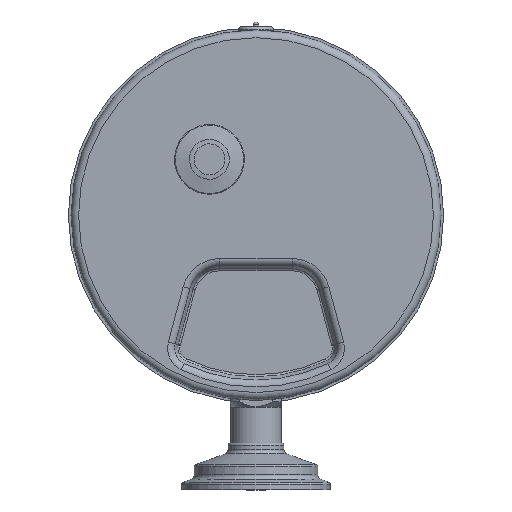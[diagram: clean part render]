
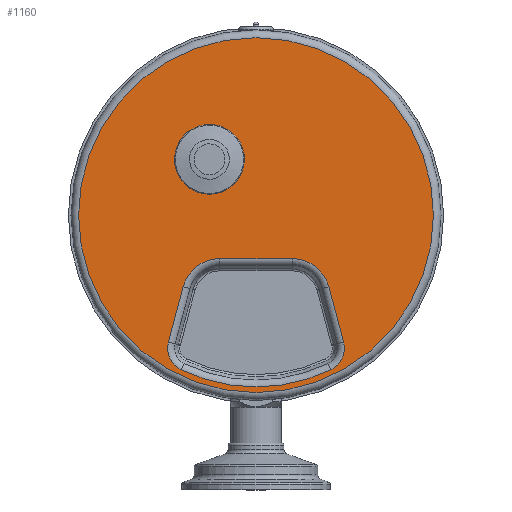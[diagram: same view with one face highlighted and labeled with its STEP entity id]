
A CAD part, left-side view. The second image highlights one B-rep face of the part: STEP entity #1160.
In plain terms, the highlighted planar face has unit normal (-1, 0, 0).
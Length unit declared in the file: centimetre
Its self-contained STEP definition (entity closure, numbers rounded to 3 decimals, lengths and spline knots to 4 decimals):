
#73=PLANE('',#1285);
#99=LINE('',#1990,#131);
#100=LINE('',#1998,#132);
#101=LINE('',#2001,#133);
#131=VECTOR('',#1556,2.4558);
#132=VECTOR('',#1563,2.4558);
#133=VECTOR('',#1566,3.098);
#186=FACE_BOUND('',#356,.T.);
#187=FACE_BOUND('',#357,.T.);
#237=FACE_OUTER_BOUND('',#355,.T.);
#355=EDGE_LOOP('',(#841));
#356=EDGE_LOOP('',(#842,#843,#844,#845,#846,#847,#848,#849));
#357=EDGE_LOOP('',(#850));
#453=CIRCLE('',#1286,7.625);
#454=CIRCLE('',#1287,1.6325);
#455=CIRCLE('',#1288,1.0325);
#456=CIRCLE('',#1289,7.3825);
#457=CIRCLE('',#1290,1.0325);
#458=CIRCLE('',#1291,1.6325);
#459=CIRCLE('',#1292,1.5);
#560=VERTEX_POINT('',#1984);
#561=VERTEX_POINT('',#1986);
#562=VERTEX_POINT('',#1987);
#563=VERTEX_POINT('',#1989);
#564=VERTEX_POINT('',#1991);
#565=VERTEX_POINT('',#1993);
#566=VERTEX_POINT('',#1995);
#567=VERTEX_POINT('',#1997);
#568=VERTEX_POINT('',#1999);
#569=VERTEX_POINT('',#2002);
#664=EDGE_CURVE('',#560,#560,#453,.T.);
#665=EDGE_CURVE('',#561,#562,#454,.T.);
#666=EDGE_CURVE('',#563,#561,#99,.T.);
#667=EDGE_CURVE('',#564,#563,#455,.T.);
#668=EDGE_CURVE('',#565,#564,#456,.T.);
#669=EDGE_CURVE('',#566,#565,#457,.T.);
#670=EDGE_CURVE('',#567,#566,#100,.T.);
#671=EDGE_CURVE('',#568,#567,#458,.T.);
#672=EDGE_CURVE('',#562,#568,#101,.T.);
#673=EDGE_CURVE('',#569,#569,#459,.T.);
#841=ORIENTED_EDGE('',*,*,#664,.T.);
#842=ORIENTED_EDGE('',*,*,#665,.F.);
#843=ORIENTED_EDGE('',*,*,#666,.F.);
#844=ORIENTED_EDGE('',*,*,#667,.F.);
#845=ORIENTED_EDGE('',*,*,#668,.F.);
#846=ORIENTED_EDGE('',*,*,#669,.F.);
#847=ORIENTED_EDGE('',*,*,#670,.F.);
#848=ORIENTED_EDGE('',*,*,#671,.F.);
#849=ORIENTED_EDGE('',*,*,#672,.F.);
#850=ORIENTED_EDGE('',*,*,#673,.T.);
#1160=ADVANCED_FACE('',(#237,#186,#187),#73,.T.);
#1285=AXIS2_PLACEMENT_3D('',#1983,#1550,#1551);
#1286=AXIS2_PLACEMENT_3D('',#1985,#1552,#1553);
#1287=AXIS2_PLACEMENT_3D('',#1988,#1554,#1555);
#1288=AXIS2_PLACEMENT_3D('',#1992,#1557,#1558);
#1289=AXIS2_PLACEMENT_3D('',#1994,#1559,#1560);
#1290=AXIS2_PLACEMENT_3D('',#1996,#1561,#1562);
#1291=AXIS2_PLACEMENT_3D('',#2000,#1564,#1565);
#1292=AXIS2_PLACEMENT_3D('',#2003,#1567,#1568);
#1550=DIRECTION('center_axis',(-1.,0.,0.));
#1551=DIRECTION('ref_axis',(0.,0.,1.));
#1552=DIRECTION('center_axis',(-1.,0.,0.));
#1553=DIRECTION('ref_axis',(0.,1.,0.));
#1554=DIRECTION('center_axis',(-1.,0.,0.));
#1555=DIRECTION('ref_axis',(0.,-0.609,0.793));
#1556=DIRECTION('',(0.,0.259,0.966));
#1557=DIRECTION('center_axis',(-1.,0.,0.));
#1558=DIRECTION('ref_axis',(0.,-0.909,-0.416));
#1559=DIRECTION('center_axis',(-1.,0.,0.));
#1560=DIRECTION('ref_axis',(0.,0.,
-1.));
#1561=DIRECTION('center_axis',(-1.,0.,0.));
#1562=DIRECTION('ref_axis',(0.,0.909,-0.416));
#1563=DIRECTION('',(0.,0.259,-0.966));
#1564=DIRECTION('center_axis',(-1.,0.,0.));
#1565=DIRECTION('ref_axis',(0.,0.609,0.793));
#1566=DIRECTION('',(0.,1.,0.));
#1567=DIRECTION('center_axis',(1.,0.,0.));
#1568=DIRECTION('ref_axis',(0.,-0.529,0.848));
#1983=CARTESIAN_POINT('Origin',(-1.75,3.8125,15.1));
#1984=CARTESIAN_POINT('',(-1.75,7.625,15.1));
#1985=CARTESIAN_POINT('Origin',(-1.75,0.,
15.1));
#1986=CARTESIAN_POINT('',(-1.75,-3.1259,12.0225));
#1987=CARTESIAN_POINT('',(-1.75,-1.549,13.2325));
#1988=CARTESIAN_POINT('Origin',(-1.75,-1.549,11.6));
#1989=CARTESIAN_POINT('',(-1.75,-3.7615,9.6504));
#1990=CARTESIAN_POINT('',(-1.75,-2.8266,13.1394));
#1991=CARTESIAN_POINT('',(-1.75,-3.2136,8.4537));
#1992=CARTESIAN_POINT('Origin',(-1.75,-2.7642,9.3832));
#1993=CARTESIAN_POINT('',(-1.75,3.2136,8.4537));
#1994=CARTESIAN_POINT('Origin',(-1.75,0.,
15.1));
#1995=CARTESIAN_POINT('',(-1.75,3.7615,9.6504));
#1996=CARTESIAN_POINT('Origin',(-1.75,2.7642,9.3832));
#1997=CARTESIAN_POINT('',(-1.75,3.1259,12.0225));
#1998=CARTESIAN_POINT('',(-1.75,2.7642,13.3724));
#1999=CARTESIAN_POINT('',(-1.75,1.549,13.2325));
#2000=CARTESIAN_POINT('Origin',(-1.75,1.549,11.6));
#2001=CARTESIAN_POINT('',(-1.75,1.1317,13.2325));
#2002=CARTESIAN_POINT('',(-1.75,1.2061,18.7727));
#2003=CARTESIAN_POINT('Origin',(-1.75,2.,17.5));
